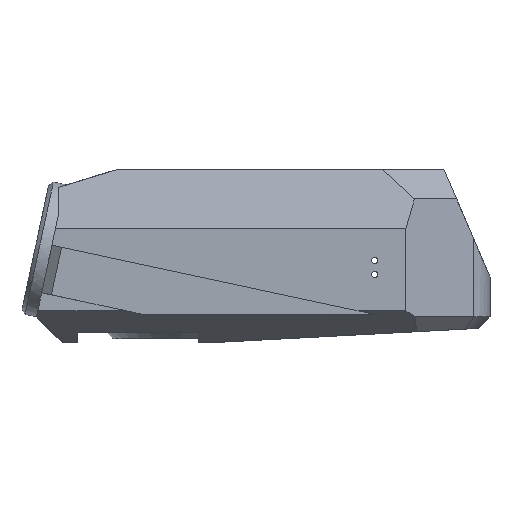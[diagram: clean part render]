
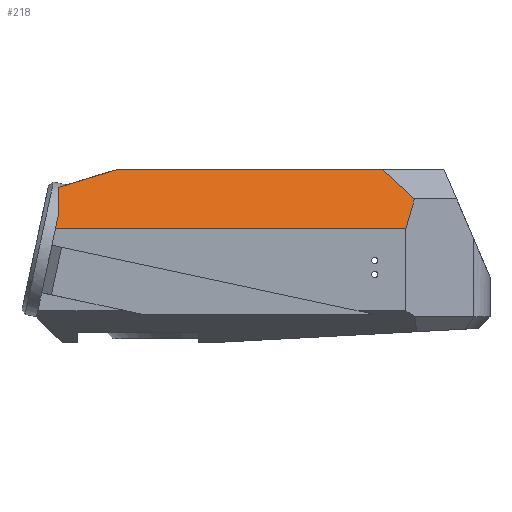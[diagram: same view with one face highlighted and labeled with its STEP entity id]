
A CAD part, front view. The second image highlights one B-rep face of the part: STEP entity #218.
In plain terms, the highlighted planar face has unit normal (0, -0.956, 0.292).
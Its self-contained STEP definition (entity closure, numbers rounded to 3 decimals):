
#141 = LINE ( 'NONE', #5722, #377 ) ;
#218 = ADVANCED_FACE ( 'NONE', ( #1689 ), #3523, .T. ) ;
#288 = AXIS2_PLACEMENT_3D ( 'NONE', #5342, #947, #3241 ) ;
#377 = VECTOR ( 'NONE', #2496, 1000. ) ;
#579 = VECTOR ( 'NONE', #1184, 1000. ) ;
#769 = ORIENTED_EDGE ( 'NONE', *, *, #2069, .F. ) ;
#947 = DIRECTION ( 'NONE',  ( 0., -0.956, 0.292 ) ) ;
#1171 = ORIENTED_EDGE ( 'NONE', *, *, #3706, .F. ) ;
#1184 = DIRECTION ( 'NONE',  ( -0.269, -0.282, -0.921 ) ) ;
#1196 = EDGE_CURVE ( 'NONE', #4006, #2231, #3883, .T. ) ;
#1234 = VERTEX_POINT ( 'NONE', #5911 ) ;
#1267 = EDGE_LOOP ( 'NONE', ( #5650, #2102, #1171, #3731, #1856, #769, #2181 ) ) ;
#1544 = CARTESIAN_POINT ( 'NONE',  ( -5.806, -84.531, 105.368 ) ) ;
#1591 = CARTESIAN_POINT ( 'NONE',  ( -62.616, -89.841, 88. ) ) ;
#1643 = CARTESIAN_POINT ( 'NONE',  ( 86.208, -96.882, 64.972 ) ) ;
#1679 = CARTESIAN_POINT ( 'NONE',  ( 76.029, -90.917, 84.481 ) ) ;
#1689 = FACE_OUTER_BOUND ( 'NONE', #1267, .T. ) ;
#1721 = LINE ( 'NONE', #5801, #4681 ) ;
#1856 = ORIENTED_EDGE ( 'NONE', *, *, #4867, .F. ) ;
#1978 = EDGE_CURVE ( 'NONE', #4006, #2313, #141, .T. ) ;
#2062 = LINE ( 'NONE', #1643, #579 ) ;
#2069 = EDGE_CURVE ( 'NONE', #4492, #3846, #2062, .T. ) ;
#2102 = ORIENTED_EDGE ( 'NONE', *, *, #1196, .T. ) ;
#2120 = CARTESIAN_POINT ( 'NONE',  ( 88.553, -94.427, 73. ) ) ;
#2181 = ORIENTED_EDGE ( 'NONE', *, *, #5732, .F. ) ;
#2231 = VERTEX_POINT ( 'NONE', #4230 ) ;
#2313 = VERTEX_POINT ( 'NONE', #3930 ) ;
#2389 = CARTESIAN_POINT ( 'NONE',  ( -92.616, -97.179, 64. ) ) ;
#2496 = DIRECTION ( 'NONE',  ( 1., 0., 0. ) ) ;
#2511 = DIRECTION ( 'NONE',  ( 0.201, 0.286, 0.937 ) ) ;
#3030 = VECTOR ( 'NONE', #5271, 1000. ) ;
#3041 = VECTOR ( 'NONE', #3378, 1000. ) ;
#3115 = VECTOR ( 'NONE', #4274, 1000. ) ;
#3241 = DIRECTION ( 'NONE',  ( -1., 0., 0. ) ) ;
#3351 = CARTESIAN_POINT ( 'NONE',  ( -92.616, -99.013, 58. ) ) ;
#3378 = DIRECTION ( 'NONE',  ( -0.953, -0.089, -0.291 ) ) ;
#3523 = PLANE ( 'NONE',  #288 ) ;
#3526 = DIRECTION ( 'NONE',  ( 0., 0.292, 0.956 ) ) ;
#3594 = EDGE_CURVE ( 'NONE', #1234, #5251, #5194, .T. ) ;
#3698 = CARTESIAN_POINT ( 'NONE',  ( 84.172, -99.013, 58. ) ) ;
#3706 = EDGE_CURVE ( 'NONE', #5251, #2231, #1721, .T. ) ;
#3731 = ORIENTED_EDGE ( 'NONE', *, *, #3594, .F. ) ;
#3846 = VERTEX_POINT ( 'NONE', #3698 ) ;
#3883 = LINE ( 'NONE', #1544, #3041 ) ;
#3930 = CARTESIAN_POINT ( 'NONE',  ( 72.189, -89.841, 88. ) ) ;
#4006 = VERTEX_POINT ( 'NONE', #1591 ) ;
#4230 = CARTESIAN_POINT ( 'NONE',  ( -92.616, -92.645, 78.828 ) ) ;
#4274 = DIRECTION ( 'NONE',  ( -1., 0., 0. ) ) ;
#4492 = VERTEX_POINT ( 'NONE', #2120 ) ;
#4681 = VECTOR ( 'NONE', #3526, 1000. ) ;
#4718 = CARTESIAN_POINT ( 'NONE',  ( -83.922, -84.802, 104.483 ) ) ;
#4867 = EDGE_CURVE ( 'NONE', #3846, #1234, #5228, .T. ) ;
#5194 = LINE ( 'NONE', #4718, #5744 ) ;
#5228 = LINE ( 'NONE', #3351, #3115 ) ;
#5251 = VERTEX_POINT ( 'NONE', #2389 ) ;
#5271 = DIRECTION ( 'NONE',  ( 0.722, -0.202, -0.662 ) ) ;
#5342 = CARTESIAN_POINT ( 'NONE',  ( 0., -89.841, 88. ) ) ;
#5360 = LINE ( 'NONE', #1679, #3030 ) ;
#5650 = ORIENTED_EDGE ( 'NONE', *, *, #1978, .F. ) ;
#5722 = CARTESIAN_POINT ( 'NONE',  ( 63.426, -89.841, 88. ) ) ;
#5732 = EDGE_CURVE ( 'NONE', #2313, #4492, #5360, .T. ) ;
#5744 = VECTOR ( 'NONE', #2511, 1000. ) ;
#5801 = CARTESIAN_POINT ( 'NONE',  ( -92.616, -89.841, 88. ) ) ;
#5911 = CARTESIAN_POINT ( 'NONE',  ( -93.904, -99.013, 58. ) ) ;
